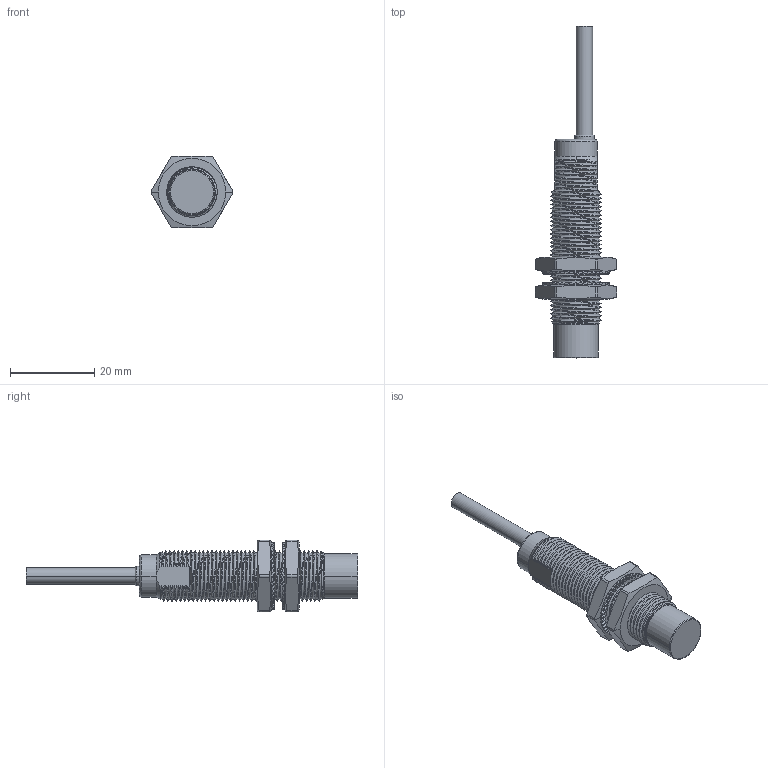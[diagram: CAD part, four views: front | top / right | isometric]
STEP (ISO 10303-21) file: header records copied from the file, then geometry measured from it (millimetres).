
FILE_DESCRIPTION(/* description */ (''),/* implementation_level */ '2;1');
FILE_NAME(/* name */ 'ELCO_Ni6-G12-CD6L.stp',/* time_stamp */ '2025-12-19T10:49:35+08:00',/* author */ (''),/* organization */ (''),/* preprocessor_version */ 'ST-DEVELOPER v16',/* originating_system */ 'SIEMENS PLM Software NX 10.0',/* authorisation */ '');
FILE_SCHEMA (('AUTOMOTIVE_DESIGN { 1 0 10303 214 3 1 1 1 }'));
Length unit declared in the file: millimetre
Products named in the file (1): Admi64A0C12Chsas
Bounding box: 19.48 x 79 x 17 mm (x, y, z)
Volume: 6366.5 mm3; surface area: 4359.9 mm2
Topology: 3 solids, 3 shells, 570 faces, 1661 edges, 1100 vertices
Faces by surface type: cylinder 291, plane 205, bspline 53, cone 15, torus 6
Entity records: 32158 total; most frequent: CARTESIAN_POINT 19174, ORIENTED_EDGE 3322, DIRECTION 1671, EDGE_CURVE 1661, VERTEX_POINT 1100, B_SPLINE_CURVE_WITH_KNOTS 1088, AXIS2_PLACEMENT_3D 580, EDGE_LOOP 577
